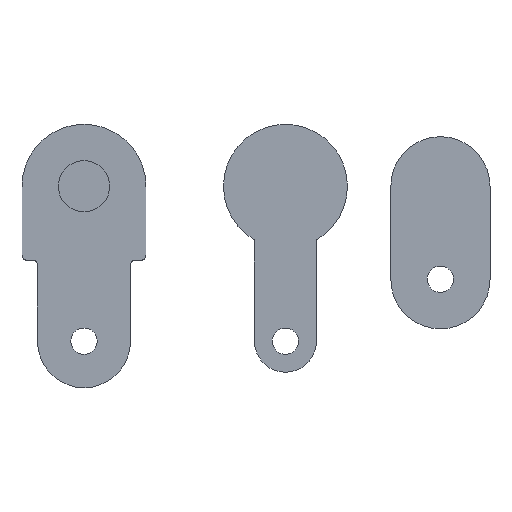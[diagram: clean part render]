
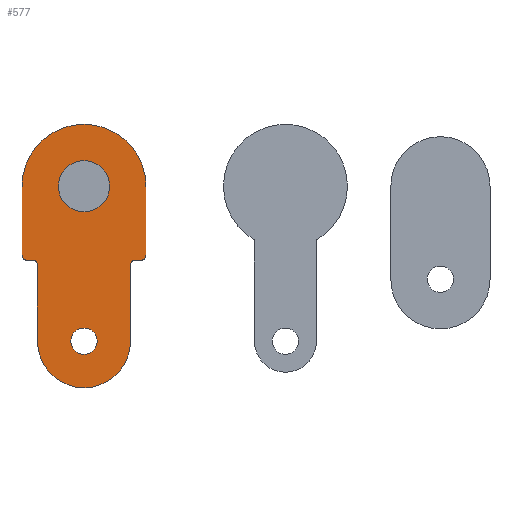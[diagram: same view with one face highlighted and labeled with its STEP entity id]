
A CAD part, top view. The second image highlights one B-rep face of the part: STEP entity #577.
In plain terms, the highlighted planar face has unit normal (0, 0, 1).
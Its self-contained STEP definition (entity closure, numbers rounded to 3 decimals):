
#30=FACE_BOUND('',#115,.T.);
#31=FACE_BOUND('',#116,.T.);
#46=PLANE('',#652);
#76=FACE_OUTER_BOUND('',#114,.T.);
#114=EDGE_LOOP('',(#494,#495,#496,#497,#498,#499,#500,#501,#502,#503,#504,
#505,#506,#507));
#115=EDGE_LOOP('',(#508));
#116=EDGE_LOOP('',(#509));
#147=LINE('',#929,#197);
#157=LINE('',#963,#207);
#160=LINE('',#972,#210);
#164=LINE('',#981,#214);
#165=LINE('',#985,#215);
#166=LINE('',#987,#216);
#167=LINE('',#991,#217);
#168=LINE('',#992,#218);
#197=VECTOR('',#759,10.);
#207=VECTOR('',#789,10.);
#210=VECTOR('',#798,10.);
#214=VECTOR('',#808,10.);
#215=VECTOR('',#813,10.);
#216=VECTOR('',#814,10.);
#217=VECTOR('',#817,10.);
#218=VECTOR('',#818,10.);
#237=CIRCLE('',#631,8.25);
#238=CIRCLE('',#633,1.5);
#246=CIRCLE('',#644,1.5);
#247=CIRCLE('',#647,1.5);
#248=CIRCLE('',#650,1.5);
#249=CIRCLE('',#653,15.);
#250=CIRCLE('',#654,20.);
#251=CIRCLE('',#655,4.25);
#273=VERTEX_POINT('',#912);
#274=VERTEX_POINT('',#916);
#275=VERTEX_POINT('',#917);
#279=VERTEX_POINT('',#927);
#292=VERTEX_POINT('',#957);
#293=VERTEX_POINT('',#961);
#294=VERTEX_POINT('',#965);
#295=VERTEX_POINT('',#966);
#296=VERTEX_POINT('',#971);
#297=VERTEX_POINT('',#975);
#298=VERTEX_POINT('',#977);
#299=VERTEX_POINT('',#984);
#300=VERTEX_POINT('',#986);
#301=VERTEX_POINT('',#988);
#302=VERTEX_POINT('',#990);
#303=VERTEX_POINT('',#993);
#335=EDGE_CURVE('',#273,#273,#237,.T.);
#337=EDGE_CURVE('',#274,#275,#238,.T.);
#343=EDGE_CURVE('',#279,#274,#147,.T.);
#358=EDGE_CURVE('',#292,#279,#246,.T.);
#360=EDGE_CURVE('',#293,#292,#157,.T.);
#361=EDGE_CURVE('',#294,#295,#247,.T.);
#364=EDGE_CURVE('',#295,#296,#160,.T.);
#367=EDGE_CURVE('',#297,#298,#248,.T.);
#369=EDGE_CURVE('',#298,#294,#164,.T.);
#370=EDGE_CURVE('',#293,#296,#249,.F.);
#371=EDGE_CURVE('',#297,#299,#165,.T.);
#372=EDGE_CURVE('',#300,#299,#166,.T.);
#373=EDGE_CURVE('',#300,#301,#250,.T.);
#374=EDGE_CURVE('',#302,#301,#167,.T.);
#375=EDGE_CURVE('',#275,#302,#168,.T.);
#376=EDGE_CURVE('',#303,#303,#251,.T.);
#494=ORIENTED_EDGE('',*,*,#337,.F.);
#495=ORIENTED_EDGE('',*,*,#343,.F.);
#496=ORIENTED_EDGE('',*,*,#358,.F.);
#497=ORIENTED_EDGE('',*,*,#360,.F.);
#498=ORIENTED_EDGE('',*,*,#370,.T.);
#499=ORIENTED_EDGE('',*,*,#364,.F.);
#500=ORIENTED_EDGE('',*,*,#361,.F.);
#501=ORIENTED_EDGE('',*,*,#369,.F.);
#502=ORIENTED_EDGE('',*,*,#367,.F.);
#503=ORIENTED_EDGE('',*,*,#371,.T.);
#504=ORIENTED_EDGE('',*,*,#372,.F.);
#505=ORIENTED_EDGE('',*,*,#373,.T.);
#506=ORIENTED_EDGE('',*,*,#374,.F.);
#507=ORIENTED_EDGE('',*,*,#375,.F.);
#508=ORIENTED_EDGE('',*,*,#335,.T.);
#509=ORIENTED_EDGE('',*,*,#376,.T.);
#577=ADVANCED_FACE('',(#76,#30,#31),#46,.T.);
#631=AXIS2_PLACEMENT_3D('',#913,#744,#745);
#633=AXIS2_PLACEMENT_3D('',#918,#749,#750);
#644=AXIS2_PLACEMENT_3D('',#959,#784,#785);
#647=AXIS2_PLACEMENT_3D('',#967,#792,#793);
#650=AXIS2_PLACEMENT_3D('',#978,#803,#804);
#652=AXIS2_PLACEMENT_3D('',#982,#809,#810);
#653=AXIS2_PLACEMENT_3D('',#983,#811,#812);
#654=AXIS2_PLACEMENT_3D('',#989,#815,#816);
#655=AXIS2_PLACEMENT_3D('',#994,#819,#820);
#744=DIRECTION('center_axis',(0.,0.,-1.));
#745=DIRECTION('ref_axis',(1.,0.,0.));
#749=DIRECTION('center_axis',(0.,0.,-1.));
#750=DIRECTION('ref_axis',(-0.707,-0.707,0.));
#759=DIRECTION('',(-1.,0.,0.));
#784=DIRECTION('center_axis',(0.,0.,1.));
#785=DIRECTION('ref_axis',(0.707,0.707,0.));
#789=DIRECTION('',(0.,1.,0.));
#792=DIRECTION('center_axis',(0.,0.,1.));
#793=DIRECTION('ref_axis',(-0.707,0.707,0.));
#798=DIRECTION('',(0.,-1.,0.));
#803=DIRECTION('center_axis',(0.,0.,-1.));
#804=DIRECTION('ref_axis',(0.707,-0.707,0.));
#808=DIRECTION('',(-1.,0.,0.));
#809=DIRECTION('center_axis',(0.,0.,1.));
#810=DIRECTION('ref_axis',(1.,0.,0.));
#811=DIRECTION('center_axis',(0.,0.,-1.));
#812=DIRECTION('ref_axis',(1.,0.,0.));
#813=DIRECTION('',(0.,1.,0.));
#814=DIRECTION('',(1.,0.,0.));
#815=DIRECTION('center_axis',(0.,0.,1.));
#816=DIRECTION('ref_axis',(1.,0.,0.));
#817=DIRECTION('',(1.,0.,0.));
#818=DIRECTION('',(0.,1.,0.));
#819=DIRECTION('center_axis',(0.,0.,-1.));
#820=DIRECTION('ref_axis',(1.,0.,0.));
#912=CARTESIAN_POINT('',(-73.25,0.,3.));
#913=CARTESIAN_POINT('Origin',(-65.,0.,3.));
#916=CARTESIAN_POINT('',(-83.5,-23.821,3.));
#917=CARTESIAN_POINT('',(-85.,-22.321,3.));
#918=CARTESIAN_POINT('Origin',(-83.5,-22.321,3.));
#927=CARTESIAN_POINT('',(-81.5,-23.821,3.));
#929=CARTESIAN_POINT('',(-75.,-23.821,3.));
#957=CARTESIAN_POINT('',(-80.,-25.321,3.));
#959=CARTESIAN_POINT('Origin',(-81.5,-25.321,3.));
#961=CARTESIAN_POINT('',(-80.,-50.,3.));
#963=CARTESIAN_POINT('',(-80.,0.,3.));
#965=CARTESIAN_POINT('',(-48.5,-23.821,3.));
#966=CARTESIAN_POINT('',(-50.,-25.321,3.));
#967=CARTESIAN_POINT('Origin',(-48.5,-25.321,3.));
#971=CARTESIAN_POINT('',(-50.,-50.,3.));
#972=CARTESIAN_POINT('',(-50.,0.,3.));
#975=CARTESIAN_POINT('',(-45.,-22.321,3.));
#977=CARTESIAN_POINT('',(-46.5,-23.821,3.));
#978=CARTESIAN_POINT('Origin',(-46.5,-22.321,3.));
#981=CARTESIAN_POINT('',(-75.,-23.821,3.));
#982=CARTESIAN_POINT('Origin',(-65.,-20.,3.));
#983=CARTESIAN_POINT('Origin',(-65.,-50.,3.));
#984=CARTESIAN_POINT('',(-45.,-0.021,3.));
#985=CARTESIAN_POINT('',(-45.,-17.321,3.));
#986=CARTESIAN_POINT('',(-45.,-0.021,3.));
#987=CARTESIAN_POINT('',(-75.,-0.021,3.));
#988=CARTESIAN_POINT('',(-85.,-0.021,3.));
#989=CARTESIAN_POINT('Origin',(-65.,0.,3.));
#990=CARTESIAN_POINT('',(-85.,-0.021,3.));
#991=CARTESIAN_POINT('',(-75.,-0.021,3.));
#992=CARTESIAN_POINT('',(-85.,-17.321,3.));
#993=CARTESIAN_POINT('',(-69.25,-50.,3.));
#994=CARTESIAN_POINT('Origin',(-65.,-50.,3.));
